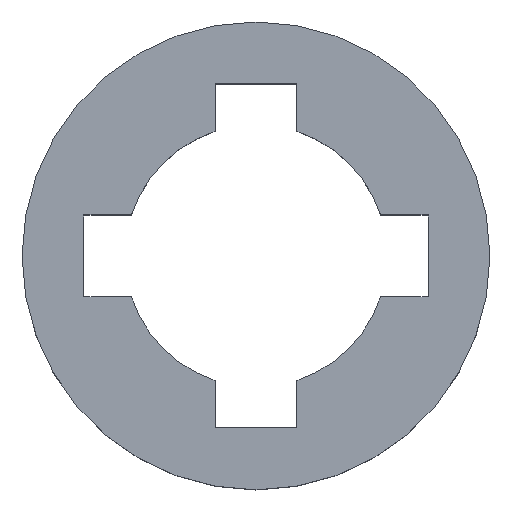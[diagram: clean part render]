
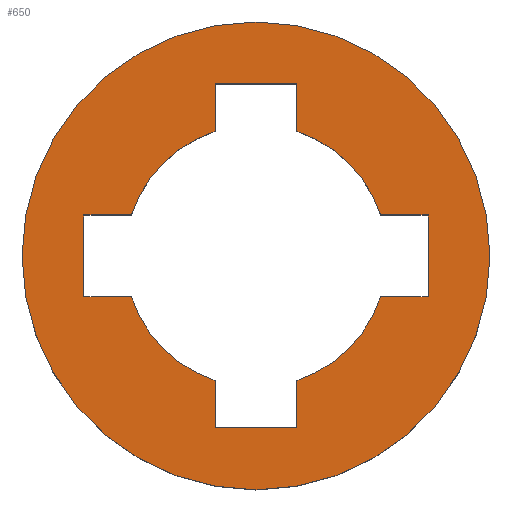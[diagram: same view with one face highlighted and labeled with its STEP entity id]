
A CAD part, top view. The second image highlights one B-rep face of the part: STEP entity #650.
In plain terms, the highlighted planar face has unit normal (0, 0, 1).
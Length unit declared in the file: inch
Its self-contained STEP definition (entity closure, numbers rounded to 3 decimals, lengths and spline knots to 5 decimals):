
#1 = CIRCLE ( 'NONE', #169, 0.15768 ) ;
#11 = DIRECTION ( 'NONE',  ( 0., 0., 1. ) ) ;
#15 = DIRECTION ( 'NONE',  ( 1., 0., 0. ) ) ;
#18 = DIRECTION ( 'NONE',  ( 1., 0., 0. ) ) ;
#25 = EDGE_CURVE ( 'NONE', #533, #255, #41, .T. ) ;
#27 = EDGE_CURVE ( 'NONE', #310, #269, #1, .T. ) ;
#34 = DIRECTION ( 'NONE',  ( 1., 0., 0. ) ) ;
#41 = LINE ( 'NONE', #473, #275 ) ;
#50 = CARTESIAN_POINT ( 'NONE',  ( 0., 0.04921, 0.0625 ) ) ;
#51 = CARTESIAN_POINT ( 'NONE',  ( -0.04921, -0.20689, 0.0625 ) ) ;
#52 = LINE ( 'NONE', #50, #449 ) ;
#54 = EDGE_CURVE ( 'NONE', #397, #134, #661, .T. ) ;
#60 = CARTESIAN_POINT ( 'NONE',  ( 0., 0.04921, 0.0625 ) ) ;
#61 = ORIENTED_EDGE ( 'NONE', *, *, #54, .F. ) ;
#67 = DIRECTION ( 'NONE',  ( 0., 0., 1. ) ) ;
#70 = CIRCLE ( 'NONE', #671, 0.15768 ) ;
#71 = CARTESIAN_POINT ( 'NONE',  ( -0.04921, 0.1498, 0.0625 ) ) ;
#72 = ORIENTED_EDGE ( 'NONE', *, *, #399, .F. ) ;
#82 = CARTESIAN_POINT ( 'NONE',  ( -0.04921, 0., 0.0625 ) ) ;
#92 = ORIENTED_EDGE ( 'NONE', *, *, #489, .F. ) ;
#107 = VECTOR ( 'NONE', #493, 39.37008 ) ;
#114 = LINE ( 'NONE', #60, #286 ) ;
#115 = LINE ( 'NONE', #553, #334 ) ;
#118 = FACE_BOUND ( 'NONE', #213, .T. ) ;
#120 = CARTESIAN_POINT ( 'NONE',  ( 0.04921, 0.20689, 0.0625 ) ) ;
#125 = CARTESIAN_POINT ( 'NONE',  ( 0., 0., 0.0625 ) ) ;
#129 = EDGE_CURVE ( 'NONE', #255, #537, #499, .T. ) ;
#131 = VERTEX_POINT ( 'NONE', #441 ) ;
#133 = DIRECTION ( 'NONE',  ( 0., 0., 1. ) ) ;
#134 = VERTEX_POINT ( 'NONE', #51 ) ;
#135 = DIRECTION ( 'NONE',  ( 1., 0., 0. ) ) ;
#137 = ORIENTED_EDGE ( 'NONE', *, *, #501, .T. ) ;
#143 = ORIENTED_EDGE ( 'NONE', *, *, #515, .F. ) ;
#161 = VECTOR ( 'NONE', #427, 39.37008 ) ;
#163 = CARTESIAN_POINT ( 'NONE',  ( 0.20689, -0.04921, 0.0625 ) ) ;
#169 = AXIS2_PLACEMENT_3D ( 'NONE', #695, #258, #483 ) ;
#174 = ORIENTED_EDGE ( 'NONE', *, *, #277, .F. ) ;
#182 = EDGE_CURVE ( 'NONE', #134, #279, #378, .T. ) ;
#183 = CARTESIAN_POINT ( 'NONE',  ( 0.1498, 0.04921, 0.0625 ) ) ;
#193 = CARTESIAN_POINT ( 'NONE',  ( -0.28125, 0., 0.0625 ) ) ;
#195 = CIRCLE ( 'NONE', #210, 0.15768 ) ;
#196 = EDGE_CURVE ( 'NONE', #708, #131, #114, .T. ) ;
#197 = AXIS2_PLACEMENT_3D ( 'NONE', #477, #428, #714 ) ;
#208 = CARTESIAN_POINT ( 'NONE',  ( -0.04921, 0.20689, 0.0625 ) ) ;
#210 = AXIS2_PLACEMENT_3D ( 'NONE', #680, #11, #15 ) ;
#213 = EDGE_LOOP ( 'NONE', ( #92, #252, #281, #143, #174, #359, #574, #61, #457, #364, #655, #137, #356, #72, #311, #316 ) ) ;
#217 = LINE ( 'NONE', #322, #476 ) ;
#218 = EDGE_CURVE ( 'NONE', #400, #447, #621, .T. ) ;
#220 = CARTESIAN_POINT ( 'NONE',  ( 0., -0.04921, 0.0625 ) ) ;
#226 = CARTESIAN_POINT ( 'NONE',  ( 0., -0.04921, 0.0625 ) ) ;
#227 = EDGE_CURVE ( 'NONE', #700, #400, #115, .T. ) ;
#228 = CARTESIAN_POINT ( 'NONE',  ( 0.20689, 0., 0.0625 ) ) ;
#240 = VECTOR ( 'NONE', #386, 39.37008 ) ;
#245 = DIRECTION ( 'NONE',  ( 0., -1., 0. ) ) ;
#252 = ORIENTED_EDGE ( 'NONE', *, *, #196, .T. ) ;
#255 = VERTEX_POINT ( 'NONE', #120 ) ;
#258 = DIRECTION ( 'NONE',  ( 0., 0., 1. ) ) ;
#265 = CIRCLE ( 'NONE', #658, 0.28125 ) ;
#268 = CARTESIAN_POINT ( 'NONE',  ( 0.04921, 0.1498, 0.0625 ) ) ;
#269 = VERTEX_POINT ( 'NONE', #398 ) ;
#275 = VECTOR ( 'NONE', #135, 39.37008 ) ;
#277 = EDGE_CURVE ( 'NONE', #419, #426, #195, .T. ) ;
#279 = VERTEX_POINT ( 'NONE', #522 ) ;
#281 = ORIENTED_EDGE ( 'NONE', *, *, #627, .T. ) ;
#282 = CARTESIAN_POINT ( 'NONE',  ( 0., 0., 0.0625 ) ) ;
#286 = VECTOR ( 'NONE', #674, 39.37008 ) ;
#289 = DIRECTION ( 'NONE',  ( 1., 0., 0. ) ) ;
#300 = ORIENTED_EDGE ( 'NONE', *, *, #360, .T. ) ;
#310 = VERTEX_POINT ( 'NONE', #71 ) ;
#311 = ORIENTED_EDGE ( 'NONE', *, *, #25, .T. ) ;
#316 = ORIENTED_EDGE ( 'NONE', *, *, #129, .T. ) ;
#322 = CARTESIAN_POINT ( 'NONE',  ( 0.04921, 0., 0.0625 ) ) ;
#328 = PLANE ( 'NONE',  #440 ) ;
#329 = DIRECTION ( 'NONE',  ( 1., 0., 0. ) ) ;
#334 = VECTOR ( 'NONE', #556, 39.37008 ) ;
#339 = CARTESIAN_POINT ( 'NONE',  ( 0., 0., 0.0625 ) ) ;
#343 = DIRECTION ( 'NONE',  ( 0., 0., 1. ) ) ;
#345 = VECTOR ( 'NONE', #329, 39.37008 ) ;
#350 = EDGE_CURVE ( 'NONE', #402, #692, #618, .T. ) ;
#355 = LINE ( 'NONE', #82, #511 ) ;
#356 = ORIENTED_EDGE ( 'NONE', *, *, #27, .F. ) ;
#357 = ORIENTED_EDGE ( 'NONE', *, *, #350, .T. ) ;
#358 = CARTESIAN_POINT ( 'NONE',  ( -0.20689, 0.04921, 0.0625 ) ) ;
#359 = ORIENTED_EDGE ( 'NONE', *, *, #439, .T. ) ;
#360 = EDGE_CURVE ( 'NONE', #692, #402, #265, .T. ) ;
#364 = ORIENTED_EDGE ( 'NONE', *, *, #218, .F. ) ;
#378 = LINE ( 'NONE', #678, #240 ) ;
#386 = DIRECTION ( 'NONE',  ( 1., 0., 0. ) ) ;
#394 = FACE_OUTER_BOUND ( 'NONE', #644, .T. ) ;
#397 = VERTEX_POINT ( 'NONE', #635 ) ;
#398 = CARTESIAN_POINT ( 'NONE',  ( -0.1498, 0.04921, 0.0625 ) ) ;
#399 = EDGE_CURVE ( 'NONE', #533, #310, #355, .T. ) ;
#400 = VERTEX_POINT ( 'NONE', #470 ) ;
#402 = VERTEX_POINT ( 'NONE', #193 ) ;
#418 = EDGE_CURVE ( 'NONE', #447, #397, #710, .T. ) ;
#419 = VERTEX_POINT ( 'NONE', #536 ) ;
#426 = VERTEX_POINT ( 'NONE', #438 ) ;
#427 = DIRECTION ( 'NONE',  ( 0., -1., 0. ) ) ;
#428 = DIRECTION ( 'NONE',  ( 0., 0., 1. ) ) ;
#430 = VECTOR ( 'NONE', #590, 39.37008 ) ;
#431 = CARTESIAN_POINT ( 'NONE',  ( -0.04921, 0., 0.0625 ) ) ;
#438 = CARTESIAN_POINT ( 'NONE',  ( 0.1498, -0.04921, 0.0625 ) ) ;
#439 = EDGE_CURVE ( 'NONE', #419, #279, #217, .T. ) ;
#440 = AXIS2_PLACEMENT_3D ( 'NONE', #339, #67, #289 ) ;
#441 = CARTESIAN_POINT ( 'NONE',  ( 0.20689, 0.04921, 0.0625 ) ) ;
#445 = LINE ( 'NONE', #228, #641 ) ;
#447 = VERTEX_POINT ( 'NONE', #542 ) ;
#449 = VECTOR ( 'NONE', #707, 39.37008 ) ;
#457 = ORIENTED_EDGE ( 'NONE', *, *, #418, .F. ) ;
#470 = CARTESIAN_POINT ( 'NONE',  ( -0.20689, -0.04921, 0.0625 ) ) ;
#473 = CARTESIAN_POINT ( 'NONE',  ( 0., 0.20689, 0.0625 ) ) ;
#476 = VECTOR ( 'NONE', #595, 39.37008 ) ;
#477 = CARTESIAN_POINT ( 'NONE',  ( 0., 0., 0.0625 ) ) ;
#483 = DIRECTION ( 'NONE',  ( 1., 0., 0. ) ) ;
#485 = LINE ( 'NONE', #220, #430 ) ;
#489 = EDGE_CURVE ( 'NONE', #708, #537, #70, .T. ) ;
#493 = DIRECTION ( 'NONE',  ( 0., -1., 0. ) ) ;
#499 = LINE ( 'NONE', #718, #107 ) ;
#501 = EDGE_CURVE ( 'NONE', #700, #269, #52, .T. ) ;
#511 = VECTOR ( 'NONE', #245, 39.37008 ) ;
#515 = EDGE_CURVE ( 'NONE', #426, #664, #485, .T. ) ;
#522 = CARTESIAN_POINT ( 'NONE',  ( 0.04921, -0.20689, 0.0625 ) ) ;
#533 = VERTEX_POINT ( 'NONE', #208 ) ;
#536 = CARTESIAN_POINT ( 'NONE',  ( 0.04921, -0.1498, 0.0625 ) ) ;
#537 = VERTEX_POINT ( 'NONE', #268 ) ;
#542 = CARTESIAN_POINT ( 'NONE',  ( -0.1498, -0.04921, 0.0625 ) ) ;
#550 = CARTESIAN_POINT ( 'NONE',  ( 0., 0., 0.0625 ) ) ;
#553 = CARTESIAN_POINT ( 'NONE',  ( -0.20689, 0., 0.0625 ) ) ;
#556 = DIRECTION ( 'NONE',  ( 0., -1., 0. ) ) ;
#574 = ORIENTED_EDGE ( 'NONE', *, *, #182, .F. ) ;
#578 = AXIS2_PLACEMENT_3D ( 'NONE', #282, #133, #34 ) ;
#590 = DIRECTION ( 'NONE',  ( 1., 0., 0. ) ) ;
#595 = DIRECTION ( 'NONE',  ( 0., -1., 0. ) ) ;
#608 = DIRECTION ( 'NONE',  ( 1., 0., 0. ) ) ;
#616 = DIRECTION ( 'NONE',  ( 0., -1., 0. ) ) ;
#618 = CIRCLE ( 'NONE', #578, 0.28125 ) ;
#621 = LINE ( 'NONE', #226, #345 ) ;
#627 = EDGE_CURVE ( 'NONE', #131, #664, #445, .T. ) ;
#635 = CARTESIAN_POINT ( 'NONE',  ( -0.04921, -0.1498, 0.0625 ) ) ;
#641 = VECTOR ( 'NONE', #616, 39.37008 ) ;
#642 = CARTESIAN_POINT ( 'NONE',  ( 0.28125, 0., 0.0625 ) ) ;
#644 = EDGE_LOOP ( 'NONE', ( #357, #300 ) ) ;
#650 = ADVANCED_FACE ( 'NONE', ( #118, #394 ), #328, .T. ) ;
#655 = ORIENTED_EDGE ( 'NONE', *, *, #227, .F. ) ;
#658 = AXIS2_PLACEMENT_3D ( 'NONE', #125, #343, #18 ) ;
#661 = LINE ( 'NONE', #431, #161 ) ;
#664 = VERTEX_POINT ( 'NONE', #163 ) ;
#671 = AXIS2_PLACEMENT_3D ( 'NONE', #550, #717, #608 ) ;
#674 = DIRECTION ( 'NONE',  ( 1., 0., 0. ) ) ;
#678 = CARTESIAN_POINT ( 'NONE',  ( 0., -0.20689, 0.0625 ) ) ;
#680 = CARTESIAN_POINT ( 'NONE',  ( 0., 0., 0.0625 ) ) ;
#692 = VERTEX_POINT ( 'NONE', #642 ) ;
#695 = CARTESIAN_POINT ( 'NONE',  ( 0., 0., 0.0625 ) ) ;
#700 = VERTEX_POINT ( 'NONE', #358 ) ;
#707 = DIRECTION ( 'NONE',  ( 1., 0., 0. ) ) ;
#708 = VERTEX_POINT ( 'NONE', #183 ) ;
#710 = CIRCLE ( 'NONE', #197, 0.15768 ) ;
#714 = DIRECTION ( 'NONE',  ( 1., 0., 0. ) ) ;
#717 = DIRECTION ( 'NONE',  ( 0., 0., 1. ) ) ;
#718 = CARTESIAN_POINT ( 'NONE',  ( 0.04921, 0., 0.0625 ) ) ;
